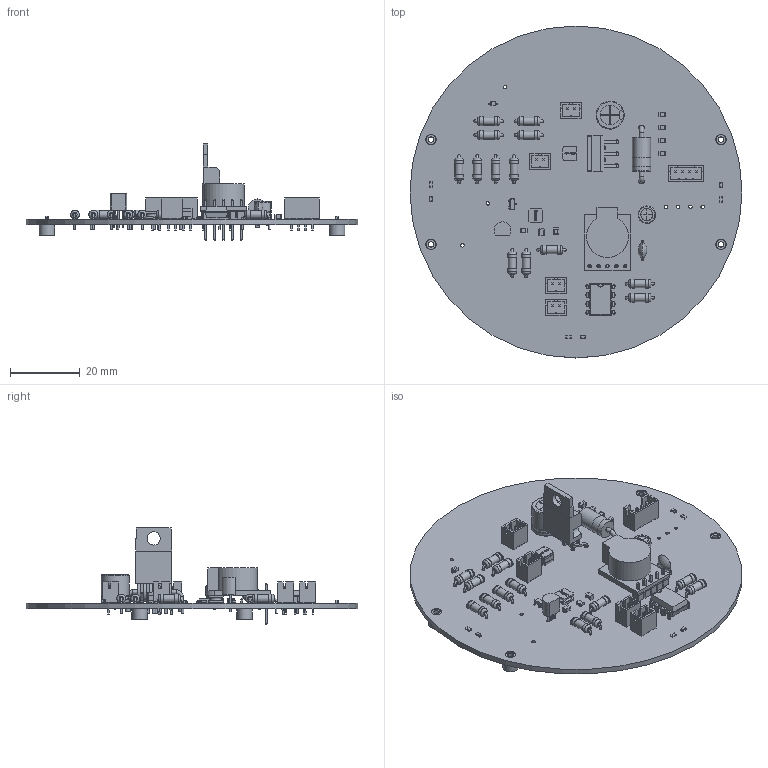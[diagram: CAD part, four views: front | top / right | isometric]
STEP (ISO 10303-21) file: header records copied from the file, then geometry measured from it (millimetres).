
FILE_DESCRIPTION(('KiCad electronic assembly'),'2;1');
FILE_NAME('CanSat_Power_Management_Board.step','2025-04-28T01:22:13',( 'Pcbnew'),('Kicad'),'Open CASCADE STEP processor 7.7', 'KiCad to STEP converter','Unknown');
FILE_SCHEMA(('AUTOMOTIVE_DESIGN { 1 0 10303 214 1 1 1 1 }'));
Length unit declared in the file: millimetre
Products named in the file (44): CanSat_Power_Management_Board 1; WL-SMCW_0603; Assem1; R_Axial_DIN0207_L6.3mm_D2.5mm_P7.62mm_Horizontal; R_Axial_DIN0207_L63mm_D25mm_P762mm_Horizontal; DIP-8_W7.62mm; CP_Radial_D8.0mm_P3.50mm; CP_Radial_D80mm_P350mm; C_0805_2012Metric; D_DO-201AD_P15.24mm_Horizontal; R_0603_1608Metric; C_Disc_D5.0mm_W2.5mm_P5.00mm; C_Disc_D50mm_W25mm_P500mm; JST_PH_B2B-PH-K_1x02_P2.00mm_Vertical; JST_B2B_PH_K; PinHeader_1x05_P2.54mm_Vertical; PinHeader_1x05_P254mm_Vertical; Matek Lost Model Beeper; Matek Lost Model Beeper v8; CP_Radial_D5.0mm_P2.50mm; CP_Radial_D50mm_P250mm; TPS610333DRLR; DRL8; JST_PH_B4B-PH-K_1x04_P2.00mm_Vertical; JST_B4B_PH_K; TO-92_Inline; TO-92_Inline_Narrow; TO-220-5_P3.4x3.7mm_StaggerOdd_Lead3.8mm_Vertical; TO_220_5_Pentawatt_Multiwatt_5_Vertical_StaggeredType1; WE-LQS_4025; SOT-23; SOT_23; ASPI-4030S-470M-T; ASPI-4030S; D_SOD-323; D_SOD_323; 9774030243R_M2_Standoff; 9774030243R_M2_Standoff v2; CanSat_Power_Management_Board_PCB
Assembly tree (70 placements, depth 3):
  CanSat_Power_Management_Board 1
    WL-SMCW_0603  x3
      Assem1
    R_Axial_DIN0207_L6.3mm_D2.5mm_P7.62mm_Horizontal  x13
      R_Axial_DIN0207_L63mm_D25mm_P762mm_Horizontal
    DIP-8_W7.62mm
      DIP-8_W7.62mm
    CP_Radial_D8.0mm_P3.50mm
      CP_Radial_D80mm_P350mm
    C_0805_2012Metric  x6
      C_0805_2012Metric
    D_DO-201AD_P15.24mm_Horizontal
      D_DO-201AD_P15.24mm_Horizontal
    R_0603_1608Metric  x3
      R_0603_1608Metric
    C_Disc_D5.0mm_W2.5mm_P5.00mm
      C_Disc_D50mm_W25mm_P500mm
    JST_PH_B2B-PH-K_1x02_P2.00mm_Vertical  x4
      JST_B2B_PH_K
    PinHeader_1x05_P2.54mm_Vertical
      PinHeader_1x05_P254mm_Vertical
    Matek Lost Model Beeper
      Matek Lost Model Beeper v8
    CP_Radial_D5.0mm_P2.50mm
      CP_Radial_D50mm_P250mm
    TPS610333DRLR
      DRL8
    JST_PH_B4B-PH-K_1x04_P2.00mm_Vertical
      JST_B4B_PH_K
    TO-92_Inline
      TO-92_Inline_Narrow
    TO-220-5_P3.4x3.7mm_StaggerOdd_Lead3.8mm_Vertical
      TO_220_5_Pentawatt_Multiwatt_5_Vertical_StaggeredType1
    WE-LQS_4025
      Assem1
    SOT-23
      SOT_23
    ASPI-4030S-470M-T
      ASPI-4030S
    D_SOD-323
      D_SOD_323
    9774030243R_M2_Standoff  x4
      9774030243R_M2_Standoff v2
    CanSat_Power_Management_Board_PCB
Bounding box: 95 x 95 x 27.49 mm (x, y, z)
Volume: 15112.7 mm3; surface area: 21098.3 mm2
Topology: 73 solids, 75 shells, 2367 faces, 5842 edges, 3758 vertices
Faces by surface type: plane 1694, cylinder 416, bspline 159, torus 59, sphere 14, revolution 13, extrusion 12
Full cylindrical faces by diameter (mm): 0.5 x8, 0.6 x26, 0.75 x15, 0.8 x40, 1 x17, 1.1 x5, 1.3 x4, 1.5 x3, 1.567 x4, 1.6 x2, 2.25 x13, 2.5 x26, 2.8 x4, 3 x4, 3.8 x1, 4.35 x4, 5.2 x2, 5.22 x1, 95 x1
Entity records: 60528 total; most frequent: CARTESIAN_POINT 15800, ORIENTED_EDGE 7810, DIRECTION 6911, EDGE_CURVE 3905, VECTOR 2940, LINE 2928, VERTEX_POINT 2516, AXIS2_PLACEMENT_3D 1979
